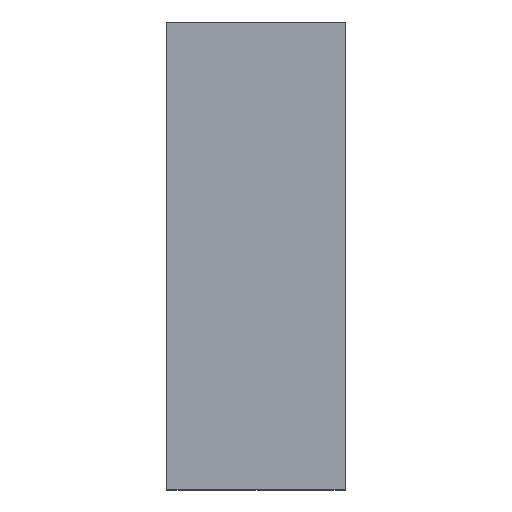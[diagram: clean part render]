
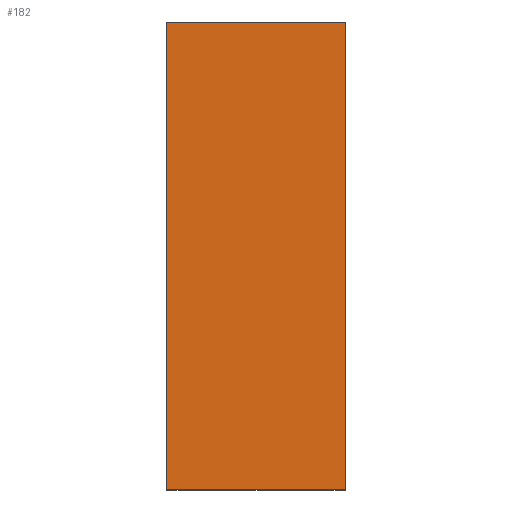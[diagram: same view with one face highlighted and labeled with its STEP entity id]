
A CAD part, top view. The second image highlights one B-rep face of the part: STEP entity #182.
In plain terms, the highlighted planar face has unit normal (0, 0, 1).
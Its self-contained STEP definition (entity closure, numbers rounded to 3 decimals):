
#146=AXIS2_PLACEMENT_3D('Plane Axis2P3D',#143,#144,#145) ;
#143=CARTESIAN_POINT('Axis2P3D Location',(4.1,6.,5.25)) ;
#148=CARTESIAN_POINT('Line Origine',(2.3,0.,5.25)) ;
#152=CARTESIAN_POINT('Vertex',(4.6,0.,5.25)) ;
#154=CARTESIAN_POINT('Vertex',(0.,0.,5.25)) ;
#157=CARTESIAN_POINT('Line Origine',(4.6,6.,5.25)) ;
#161=CARTESIAN_POINT('Vertex',(4.6,12.,5.25)) ;
#164=CARTESIAN_POINT('Line Origine',(2.3,12.,5.25)) ;
#168=CARTESIAN_POINT('Vertex',(0.,12.,5.25)) ;
#171=CARTESIAN_POINT('Line Origine',(0.,6.,5.25)) ;
#144=DIRECTION('Axis2P3D Direction',(0.,0.,1.)) ;
#145=DIRECTION('Axis2P3D XDirection',(-1.,0.,0.)) ;
#149=DIRECTION('Vector Direction',(1.,0.,0.)) ;
#158=DIRECTION('Vector Direction',(0.,-1.,0.)) ;
#165=DIRECTION('Vector Direction',(-1.,0.,0.)) ;
#172=DIRECTION('Vector Direction',(0.,-1.,0.)) ;
#150=VECTOR('Line Direction',#149,1.) ;
#159=VECTOR('Line Direction',#158,1.) ;
#166=VECTOR('Line Direction',#165,1.) ;
#173=VECTOR('Line Direction',#172,1.) ;
#177=ORIENTED_EDGE('',*,*,#156,.F.) ;
#178=ORIENTED_EDGE('',*,*,#163,.T.) ;
#179=ORIENTED_EDGE('',*,*,#170,.T.) ;
#180=ORIENTED_EDGE('',*,*,#175,.T.) ;
#182=ADVANCED_FACE('S3D gedreht',(#181),#147,.T.) ;
#156=EDGE_CURVE('',#153,#155,#151,.F.) ;
#163=EDGE_CURVE('',#153,#162,#160,.F.) ;
#170=EDGE_CURVE('',#162,#169,#167,.T.) ;
#175=EDGE_CURVE('',#169,#155,#174,.T.) ;
#176=EDGE_LOOP('',(#177,#178,#179,#180)) ;
#181=FACE_OUTER_BOUND('',#176,.T.) ;
#151=LINE('Line',#148,#150) ;
#160=LINE('Line',#157,#159) ;
#167=LINE('Line',#164,#166) ;
#174=LINE('Line',#171,#173) ;
#147=PLANE('',#146) ;
#153=VERTEX_POINT('',#152) ;
#155=VERTEX_POINT('',#154) ;
#162=VERTEX_POINT('',#161) ;
#169=VERTEX_POINT('',#168) ;
